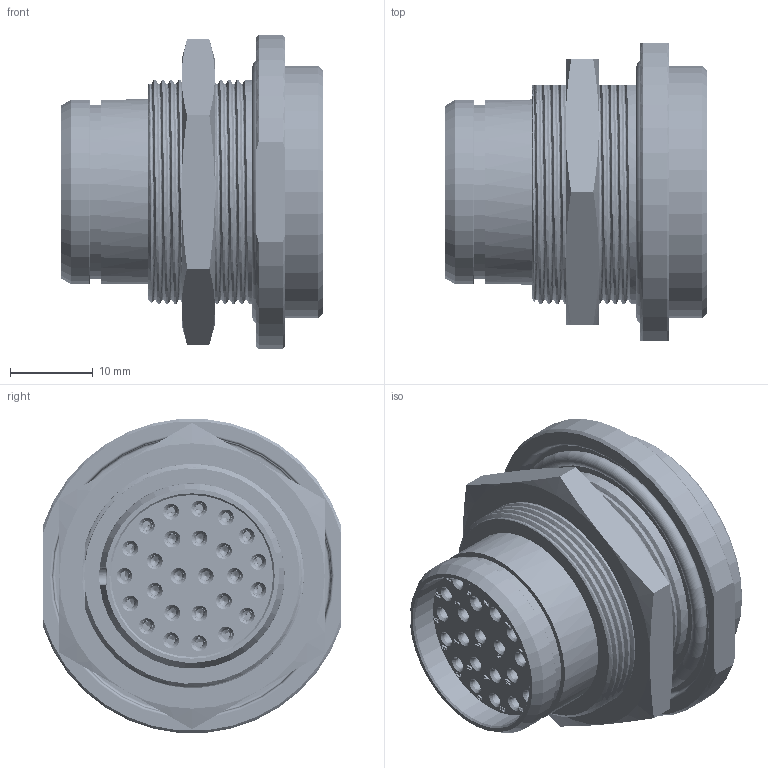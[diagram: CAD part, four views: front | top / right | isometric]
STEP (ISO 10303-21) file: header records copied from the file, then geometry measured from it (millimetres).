
FILE_DESCRIPTION((''),'2;1');
FILE_NAME('1332EVR426FS','2024-07-26T14:01:32',('paultorloting'),('NET AG system integration'),'CREO PARAMETRIC BY PTC INC, 2021404','CREO PARAMETRIC BY PTC INC, 2021404','');
FILE_SCHEMA(('AUTOMOTIVE_DESIGN { 1 0 10303 214 1 1 1 1 }'));
Products named in the file (1): 1332EVR426FS
Bounding box: 31.5 x 36 x 37.87 mm (x, y, z)
Volume: 12293.8 mm3; surface area: 20316.6 mm2
Topology: 1 solids, 1 shells, 4435 faces, 11722 edges, 7370 vertices
Faces by surface type: plane 1888, cylinder 1549, torus 372, cone 296, bspline 226, extrusion 104
Entity records: 183002 total; most frequent: CARTESIAN_POINT 51960, ORIENTED_EDGE 23400, DIRECTION 21537, EDGE_CURVE 11700, AXIS2_PLACEMENT_3D 7958, VERTEX_POINT 7370, VECTOR 5618, LINE 5514
